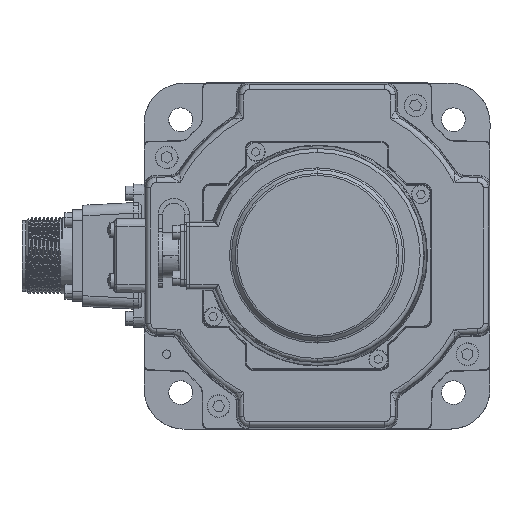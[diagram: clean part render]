
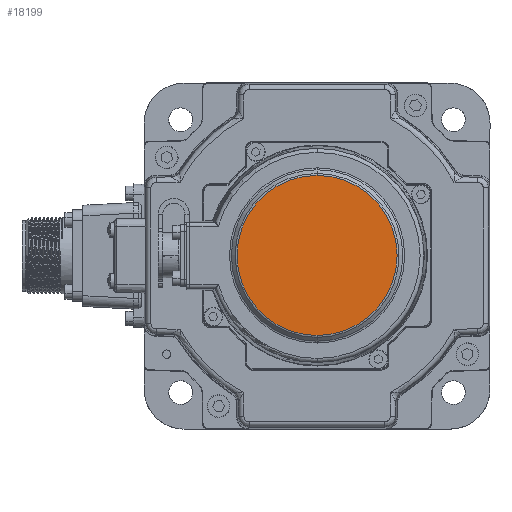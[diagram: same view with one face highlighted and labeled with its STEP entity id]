
A CAD part, top view. The second image highlights one B-rep face of the part: STEP entity #18199.
In plain terms, the highlighted planar face has unit normal (0, 0, 1).
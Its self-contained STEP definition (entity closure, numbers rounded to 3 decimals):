
#24 = EDGE_LOOP ( 'NONE', ( #7506, #23776 ) ) ;
#6470 = EDGE_CURVE ( 'NONE', #34496, #10963, #10565, .T. ) ;
#7506 = ORIENTED_EDGE ( 'NONE', *, *, #25792, .T. ) ;
#7899 = CARTESIAN_POINT ( 'NONE',  ( 0., 30.086, 114.25 ) ) ;
#8827 = CARTESIAN_POINT ( 'NONE',  ( 0., 0., 114.25 ) ) ;
#9531 = CARTESIAN_POINT ( 'NONE',  ( 0., -30.086, 114.25 ) ) ;
#9726 = DIRECTION ( 'NONE',  ( 0., 0., 1. ) ) ;
#10565 = CIRCLE ( 'NONE', #28255, 30.086 ) ;
#10963 = VERTEX_POINT ( 'NONE', #7899 ) ;
#12254 = DIRECTION ( 'NONE',  ( 0., 1., 0. ) ) ;
#15636 = CARTESIAN_POINT ( 'NONE',  ( 0., 0., 114.25 ) ) ;
#16562 = DIRECTION ( 'NONE',  ( 0., 1., 0. ) ) ;
#18199 = ADVANCED_FACE ( 'NONE', ( #29999 ), #40093, .T. ) ;
#19432 = AXIS2_PLACEMENT_3D ( 'NONE', #36941, #9726, #16562 ) ;
#23226 = DIRECTION ( 'NONE',  ( 0., 0., 1. ) ) ;
#23776 = ORIENTED_EDGE ( 'NONE', *, *, #6470, .T. ) ;
#25792 = EDGE_CURVE ( 'NONE', #10963, #34496, #36638, .T. ) ;
#28255 = AXIS2_PLACEMENT_3D ( 'NONE', #15636, #23226, #40195 ) ;
#29020 = AXIS2_PLACEMENT_3D ( 'NONE', #8827, #32642, #12254 ) ;
#29999 = FACE_OUTER_BOUND ( 'NONE', #24, .T. ) ;
#32642 = DIRECTION ( 'NONE',  ( 0., 0., 1. ) ) ;
#34496 = VERTEX_POINT ( 'NONE', #9531 ) ;
#36638 = CIRCLE ( 'NONE', #29020, 30.086 ) ;
#36941 = CARTESIAN_POINT ( 'NONE',  ( 0., 0., 114.25 ) ) ;
#40093 = PLANE ( 'NONE',  #19432 ) ;
#40195 = DIRECTION ( 'NONE',  ( 0., 1., 0. ) ) ;
